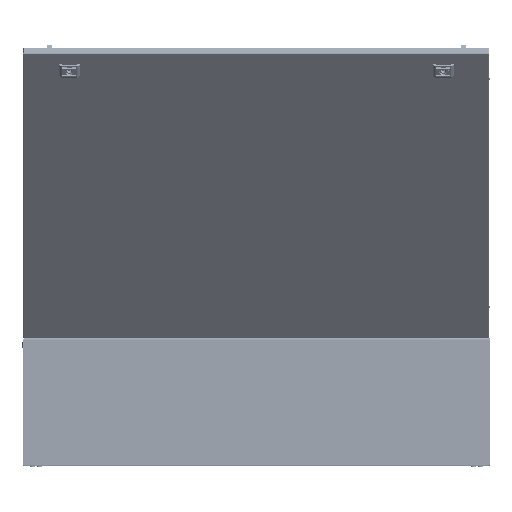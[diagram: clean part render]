
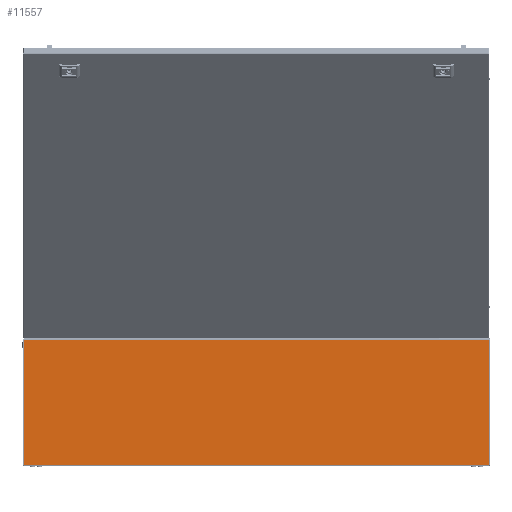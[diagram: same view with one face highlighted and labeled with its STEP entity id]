
A CAD part, front view. The second image highlights one B-rep face of the part: STEP entity #11557.
In plain terms, the highlighted planar face has unit normal (0, -1, 0).
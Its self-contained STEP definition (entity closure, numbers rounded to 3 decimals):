
#2235 = CARTESIAN_POINT ( 'NONE',  ( -498.5, -400., 272. ) ) ;
#2240 = FACE_OUTER_BOUND ( 'NONE', #43213, .T. ) ;
#2242 = PLANE ( 'NONE',  #69178 ) ;
#2246 = DIRECTION ( 'NONE',  ( 0., 1., 0. ) ) ;
#2248 = DIRECTION ( 'NONE',  ( 0., 0., 1. ) ) ;
#11557 = ADVANCED_FACE ( 'NONE', ( #2240 ), #2242, .F. ) ;
#43213 = EDGE_LOOP ( 'NONE', ( #129140, #129141, #129142, #129143 ) ) ;
#47243 = VERTEX_POINT ( 'NONE', #111894 ) ;
#47247 = VERTEX_POINT ( 'NONE', #111895 ) ;
#47269 = VERTEX_POINT ( 'NONE', #111899 ) ;
#47281 = VERTEX_POINT ( 'NONE', #111901 ) ;
#69178 = AXIS2_PLACEMENT_3D ( 'NONE', #2235, #2246, #2248 ) ;
#97403 = EDGE_CURVE ( 'NONE', #47281, #47247, #139591, .T. ) ;
#97405 = EDGE_CURVE ( 'NONE', #47269, #47243, #139597, .T. ) ;
#97406 = EDGE_CURVE ( 'NONE', #47247, #47243, #139581, .T. ) ;
#97407 = EDGE_CURVE ( 'NONE', #47281, #47269, #139603, .T. ) ;
#111894 = CARTESIAN_POINT ( 'NONE',  ( -498.4, -400., 270.5 ) ) ;
#111895 = CARTESIAN_POINT ( 'NONE',  ( -498.4, -400., 1.5 ) ) ;
#111899 = CARTESIAN_POINT ( 'NONE',  ( 498.4, -400., 270.5 ) ) ;
#111901 = CARTESIAN_POINT ( 'NONE',  ( 498.4, -400., 1.5 ) ) ;
#129140 = ORIENTED_EDGE ( 'NONE', *, *, #97405, .T. ) ;
#129141 = ORIENTED_EDGE ( 'NONE', *, *, #97406, .F. ) ;
#129142 = ORIENTED_EDGE ( 'NONE', *, *, #97403, .F. ) ;
#129143 = ORIENTED_EDGE ( 'NONE', *, *, #97407, .T. ) ;
#139081 = VECTOR ( 'NONE', #139593, 1000. ) ;
#139082 = VECTOR ( 'NONE', #139602, 1000. ) ;
#139084 = VECTOR ( 'NONE', #139600, 1000. ) ;
#139086 = VECTOR ( 'NONE', #139605, 1000. ) ;
#139581 = LINE ( 'NONE', #139601, #139082 ) ;
#139591 = LINE ( 'NONE', #139592, #139081 ) ;
#139592 = CARTESIAN_POINT ( 'NONE',  ( -498.5, -400., 1.5 ) ) ;
#139593 = DIRECTION ( 'NONE',  ( -1., 0., 0. ) ) ;
#139597 = LINE ( 'NONE', #139599, #139084 ) ;
#139599 = CARTESIAN_POINT ( 'NONE',  ( 497.793, -400., 270.5 ) ) ;
#139600 = DIRECTION ( 'NONE',  ( -1., 0., 0. ) ) ;
#139601 = CARTESIAN_POINT ( 'NONE',  ( -498.4, -400., 1.5 ) ) ;
#139602 = DIRECTION ( 'NONE',  ( 0., 0., 1. ) ) ;
#139603 = LINE ( 'NONE', #139604, #139086 ) ;
#139604 = CARTESIAN_POINT ( 'NONE',  ( 498.4, -400., 1.5 ) ) ;
#139605 = DIRECTION ( 'NONE',  ( 0., 0., 1. ) ) ;
